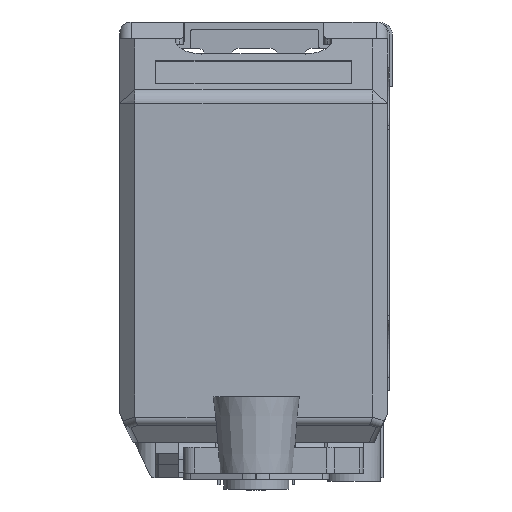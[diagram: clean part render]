
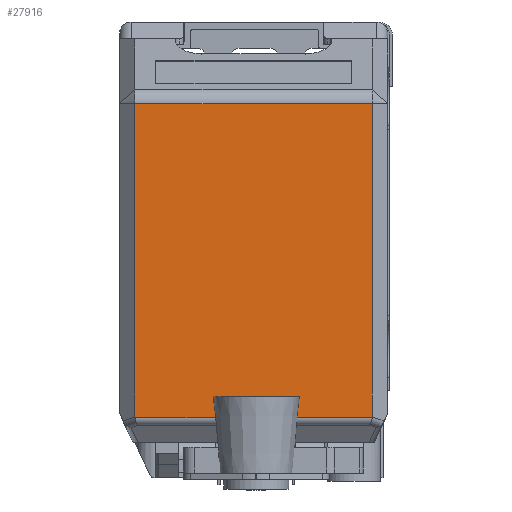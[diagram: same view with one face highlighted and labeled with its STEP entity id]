
A CAD part, front view. The second image highlights one B-rep face of the part: STEP entity #27916.
In plain terms, the highlighted planar face has unit normal (0, -1, 0).
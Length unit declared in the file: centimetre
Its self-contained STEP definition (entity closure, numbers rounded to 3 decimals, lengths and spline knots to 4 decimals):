
#850=ELLIPSE('',#29951,0.2906,0.2);
#851=ELLIPSE('',#29952,0.2906,0.2);
#1149=PLANE('',#29950);
#2406=FACE_OUTER_BOUND('',#3987,.T.);
#3987=EDGE_LOOP('',(#21502,#21503,#21504,#21505,#21506,#21507));
#6233=LINE('',#43179,#9426);
#6234=LINE('',#43183,#9427);
#6235=LINE('',#43187,#9428);
#6236=LINE('',#43188,#9429);
#9426=VECTOR('',#34018,100.);
#9427=VECTOR('',#34021,100.);
#9428=VECTOR('',#34024,100.);
#9429=VECTOR('',#34025,100.);
#13310=VERTEX_POINT('',#43177);
#13311=VERTEX_POINT('',#43178);
#13312=VERTEX_POINT('',#43180);
#13313=VERTEX_POINT('',#43182);
#13314=VERTEX_POINT('',#43184);
#13315=VERTEX_POINT('',#43186);
#16377=EDGE_CURVE('',#13310,#13311,#6233,.T.);
#16378=EDGE_CURVE('',#13311,#13312,#850,.T.);
#16379=EDGE_CURVE('',#13312,#13313,#6234,.T.);
#16380=EDGE_CURVE('',#13313,#13314,#851,.T.);
#16381=EDGE_CURVE('',#13314,#13315,#6235,.T.);
#16382=EDGE_CURVE('',#13315,#13310,#6236,.T.);
#21502=ORIENTED_EDGE('',*,*,#16377,.T.);
#21503=ORIENTED_EDGE('',*,*,#16378,.T.);
#21504=ORIENTED_EDGE('',*,*,#16379,.T.);
#21505=ORIENTED_EDGE('',*,*,#16380,.T.);
#21506=ORIENTED_EDGE('',*,*,#16381,.T.);
#21507=ORIENTED_EDGE('',*,*,#16382,.T.);
#27916=ADVANCED_FACE('',(#2406),#1149,.T.);
#29950=AXIS2_PLACEMENT_3D('',#43176,#34016,#34017);
#29951=AXIS2_PLACEMENT_3D('',#43181,#34019,#34020);
#29952=AXIS2_PLACEMENT_3D('',#43185,#34022,#34023);
#34016=DIRECTION('center_axis',(0.,-1.,0.));
#34017=DIRECTION('ref_axis',(0.,0.,-1.));
#34018=DIRECTION('',(0.,0.,-1.));
#34019=DIRECTION('center_axis',(0.,-1.,0.));
#34020=DIRECTION('ref_axis',(0.949,0.,0.316));
#34021=DIRECTION('',(1.,0.,0.));
#34022=DIRECTION('center_axis',(0.,-1.,0.));
#34023=DIRECTION('ref_axis',(0.949,0.,-0.316));
#34024=DIRECTION('',(0.,0.,1.));
#34025=DIRECTION('',(-1.,0.,0.));
#43176=CARTESIAN_POINT('Origin',(2.8557,-2.4025,4.1728));
#43177=CARTESIAN_POINT('',(-3.2143,-2.4025,6.3717));
#43178=CARTESIAN_POINT('',(-3.2143,-2.4025,-1.8143));
#43179=CARTESIAN_POINT('',(-3.2143,-2.4025,4.1728));
#43180=CARTESIAN_POINT('',(-3.213,-2.4025,-1.8338));
#43181=CARTESIAN_POINT('Origin',(-2.9315,-2.4025,-1.7672));
#43182=CARTESIAN_POINT('',(2.9844,-2.4025,-1.8338));
#43183=CARTESIAN_POINT('',(2.9857,-2.4025,-1.8338));
#43184=CARTESIAN_POINT('',(2.9857,-2.4025,-1.8143));
#43185=CARTESIAN_POINT('Origin',(2.7029,-2.4025,-1.7672));
#43186=CARTESIAN_POINT('',(2.9857,-2.4025,6.3717));
#43187=CARTESIAN_POINT('',(2.9857,-2.4025,4.1728));
#43188=CARTESIAN_POINT('',(-3.6143,-2.4025,6.3717));
